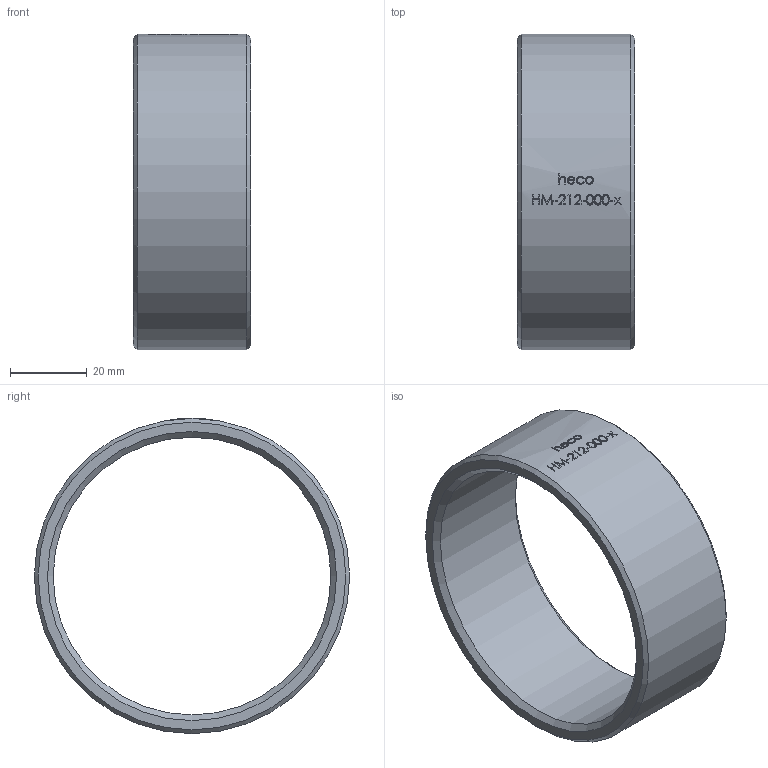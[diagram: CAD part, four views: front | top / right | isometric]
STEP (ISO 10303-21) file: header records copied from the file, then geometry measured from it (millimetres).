
FILE_DESCRIPTION (( 'STEP AP214' ), '1' );
FILE_NAME ('HM-212-000-x halbe Muffe 2305.STEP', '2023-05-05T09:26:54', ( '' ), ( '' ), 'SwSTEP 2.0', 'SolidWorks 2019', '' );
FILE_SCHEMA (( 'AUTOMOTIVE_DESIGN' ));
Length unit declared in the file: millimetre
Products named in the file (1): HM-212-000-x halbe Muffe 2305
Bounding box: 30.5 x 82 x 82.03 mm (x, y, z)
Volume: 35351.4 mm3; surface area: 16459.7 mm2
Topology: 1 solids, 1 shells, 183 faces, 476 edges, 316 vertices
Faces by surface type: plane 82, bspline 74, cylinder 23, cone 4
Full cylindrical faces by diameter (mm): 72.226 x1, 82 x1
Entity records: 10129 total; most frequent: CARTESIAN_POINT 4307, ORIENTED_EDGE 940, DIRECTION 544, EDGE_CURVE 470, VERTEX_POINT 316, VECTOR 224, LINE 224, EDGE_LOOP 212
